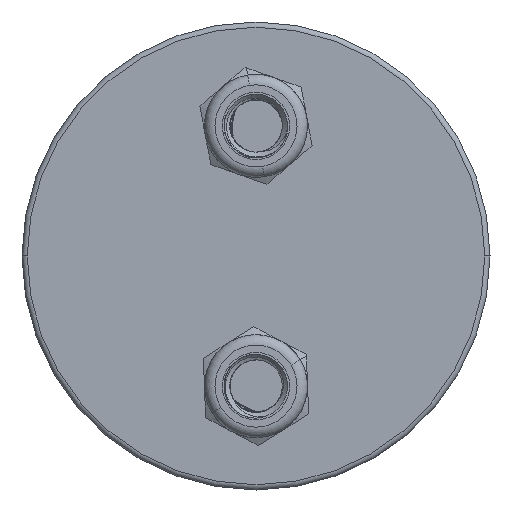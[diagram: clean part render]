
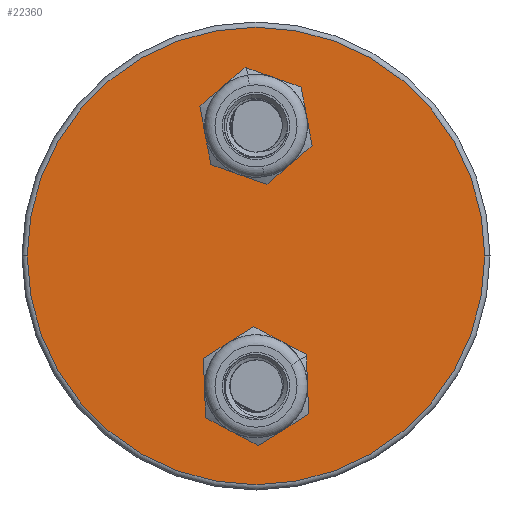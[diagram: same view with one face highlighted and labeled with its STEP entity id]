
A CAD part, front view. The second image highlights one B-rep face of the part: STEP entity #22360.
In plain terms, the highlighted planar face has unit normal (0, -1, 0).
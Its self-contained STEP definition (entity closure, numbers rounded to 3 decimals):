
#807 = VERTEX_POINT ( 'NONE', #13802 ) ;
#1070 = CARTESIAN_POINT ( 'NONE',  ( 0., -1., -21.75 ) ) ;
#1875 = FACE_BOUND ( 'NONE', #12492, .T. ) ;
#2104 = ORIENTED_EDGE ( 'NONE', *, *, #26700, .T. ) ;
#2113 = AXIS2_PLACEMENT_3D ( 'NONE', #16025, #9417, #7097 ) ;
#2846 = DIRECTION ( 'NONE',  ( 0., 1., 0. ) ) ;
#2890 = DIRECTION ( 'NONE',  ( 0., -1., 0. ) ) ;
#3625 = ORIENTED_EDGE ( 'NONE', *, *, #7439, .T. ) ;
#3943 = PLANE ( 'NONE',  #19857 ) ;
#4962 = CIRCLE ( 'NONE', #14716, 21.75 ) ;
#5066 = VERTEX_POINT ( 'NONE', #1070 ) ;
#6197 = DIRECTION ( 'NONE',  ( 0., 0., 1. ) ) ;
#6205 = EDGE_LOOP ( 'NONE', ( #12484, #2104 ) ) ;
#6800 = CARTESIAN_POINT ( 'NONE',  ( -12.375, -1., 0. ) ) ;
#7097 = DIRECTION ( 'NONE',  ( 0., 0., 1. ) ) ;
#7132 = CARTESIAN_POINT ( 'NONE',  ( -12.375, -1., 0. ) ) ;
#7158 = EDGE_CURVE ( 'NONE', #24949, #10350, #7619, .T. ) ;
#7439 = EDGE_CURVE ( 'NONE', #10350, #24949, #10847, .T. ) ;
#7619 = CIRCLE ( 'NONE', #17749, 3.375 ) ;
#8801 = CARTESIAN_POINT ( 'NONE',  ( 12.375, -1., -3.375 ) ) ;
#9417 = DIRECTION ( 'NONE',  ( 0., -1., 0. ) ) ;
#10350 = VERTEX_POINT ( 'NONE', #25961 ) ;
#10591 = EDGE_LOOP ( 'NONE', ( #26908, #27099 ) ) ;
#10834 = CARTESIAN_POINT ( 'NONE',  ( -12.375, -1., 3.375 ) ) ;
#10847 = CIRCLE ( 'NONE', #14666, 3.375 ) ;
#11318 = FACE_OUTER_BOUND ( 'NONE', #10591, .T. ) ;
#11554 = DIRECTION ( 'NONE',  ( 0., 1., 0. ) ) ;
#11727 = DIRECTION ( 'NONE',  ( 0., 0., 1. ) ) ;
#12390 = FACE_BOUND ( 'NONE', #6205, .T. ) ;
#12465 = VERTEX_POINT ( 'NONE', #28154 ) ;
#12484 = ORIENTED_EDGE ( 'NONE', *, *, #18174, .T. ) ;
#12492 = EDGE_LOOP ( 'NONE', ( #3625, #14680 ) ) ;
#13802 = CARTESIAN_POINT ( 'NONE',  ( 12.375, -1., 3.375 ) ) ;
#14666 = AXIS2_PLACEMENT_3D ( 'NONE', #7132, #2846, #23249 ) ;
#14680 = ORIENTED_EDGE ( 'NONE', *, *, #7158, .T. ) ;
#14716 = AXIS2_PLACEMENT_3D ( 'NONE', #16703, #2890, #15072 ) ;
#15072 = DIRECTION ( 'NONE',  ( 0., 0., 1. ) ) ;
#15426 = CARTESIAN_POINT ( 'NONE',  ( 0., -1., 0. ) ) ;
#15644 = AXIS2_PLACEMENT_3D ( 'NONE', #27075, #26764, #6197 ) ;
#15887 = EDGE_CURVE ( 'NONE', #12465, #5066, #4962, .T. ) ;
#16025 = CARTESIAN_POINT ( 'NONE',  ( 0., -1., 0. ) ) ;
#16703 = CARTESIAN_POINT ( 'NONE',  ( 0., -1., 0. ) ) ;
#17749 = AXIS2_PLACEMENT_3D ( 'NONE', #6800, #11554, #18569 ) ;
#18056 = VERTEX_POINT ( 'NONE', #8801 ) ;
#18174 = EDGE_CURVE ( 'NONE', #18056, #807, #23657, .T. ) ;
#18569 = DIRECTION ( 'NONE',  ( 0., 0., 1. ) ) ;
#18925 = CIRCLE ( 'NONE', #15644, 3.375 ) ;
#19857 = AXIS2_PLACEMENT_3D ( 'NONE', #15426, #26965, #29080 ) ;
#22360 = ADVANCED_FACE ( 'NONE', ( #11318, #1875, #12390 ), #3943, .F. ) ;
#23166 = CIRCLE ( 'NONE', #2113, 21.75 ) ;
#23249 = DIRECTION ( 'NONE',  ( 0., 0., 1. ) ) ;
#23657 = CIRCLE ( 'NONE', #29841, 3.375 ) ;
#24337 = EDGE_CURVE ( 'NONE', #5066, #12465, #23166, .T. ) ;
#24949 = VERTEX_POINT ( 'NONE', #10834 ) ;
#25961 = CARTESIAN_POINT ( 'NONE',  ( -12.375, -1., -3.375 ) ) ;
#26700 = EDGE_CURVE ( 'NONE', #807, #18056, #18925, .T. ) ;
#26764 = DIRECTION ( 'NONE',  ( 0., 1., 0. ) ) ;
#26908 = ORIENTED_EDGE ( 'NONE', *, *, #15887, .T. ) ;
#26965 = DIRECTION ( 'NONE',  ( 0., 1., 0. ) ) ;
#27075 = CARTESIAN_POINT ( 'NONE',  ( 12.375, -1., 0. ) ) ;
#27099 = ORIENTED_EDGE ( 'NONE', *, *, #24337, .T. ) ;
#27661 = DIRECTION ( 'NONE',  ( 0., 1., 0. ) ) ;
#28154 = CARTESIAN_POINT ( 'NONE',  ( 0., -1., 21.75 ) ) ;
#28369 = CARTESIAN_POINT ( 'NONE',  ( 12.375, -1., 0. ) ) ;
#29080 = DIRECTION ( 'NONE',  ( 0., 0., 1. ) ) ;
#29841 = AXIS2_PLACEMENT_3D ( 'NONE', #28369, #27661, #11727 ) ;
